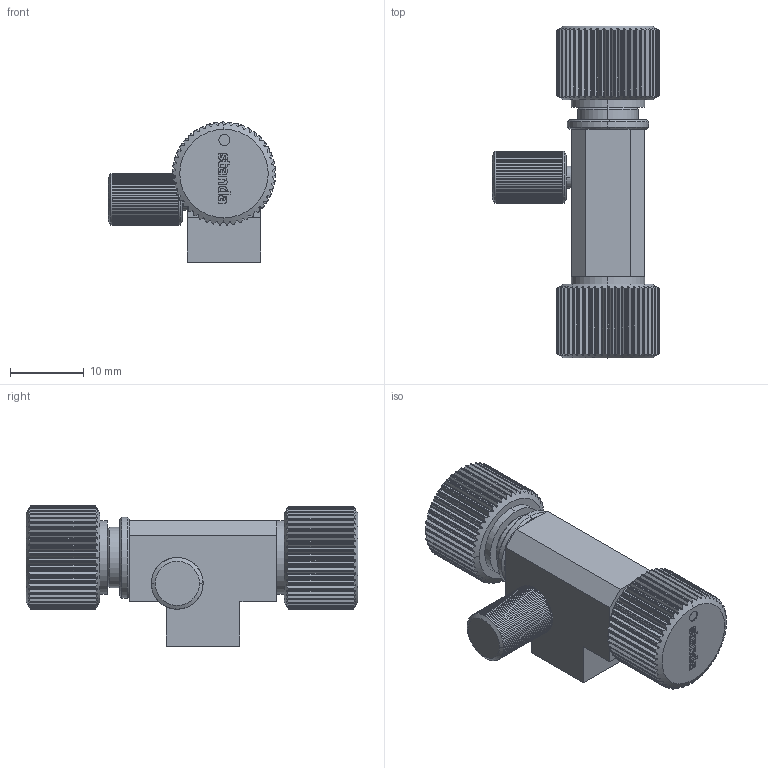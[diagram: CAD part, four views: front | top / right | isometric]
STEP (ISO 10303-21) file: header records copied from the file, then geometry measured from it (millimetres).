
FILE_DESCRIPTION (( 'STEP AP203' ), '1' );
FILE_NAME ('4CFH-8.STEP', '2013-05-23T10:50:43', ( '' ), ( '' ), 'SwSTEP 2.0', 'SolidWorks 2003240', '' );
FILE_SCHEMA (( 'CONFIG_CONTROL_DESIGN' ));
Products named in the file (1): 4CFH-8
Bounding box: 22.67 x 45 x 19 mm (x, y, z)
Volume: 6101.3 mm3; surface area: 4219 mm2
Topology: 1 solids, 9 shells, 1503 faces, 4230 edges, 2766 vertices
Faces by surface type: cylinder 652, plane 600, bspline 192, cone 59
Entity records: 58566 total; most frequent: CARTESIAN_POINT 23206, ORIENTED_EDGE 8432, DIRECTION 5733, EDGE_CURVE 4216, VERTEX_POINT 2766, AXIS2_PLACEMENT_3D 1939, VECTOR 1855, LINE 1855
